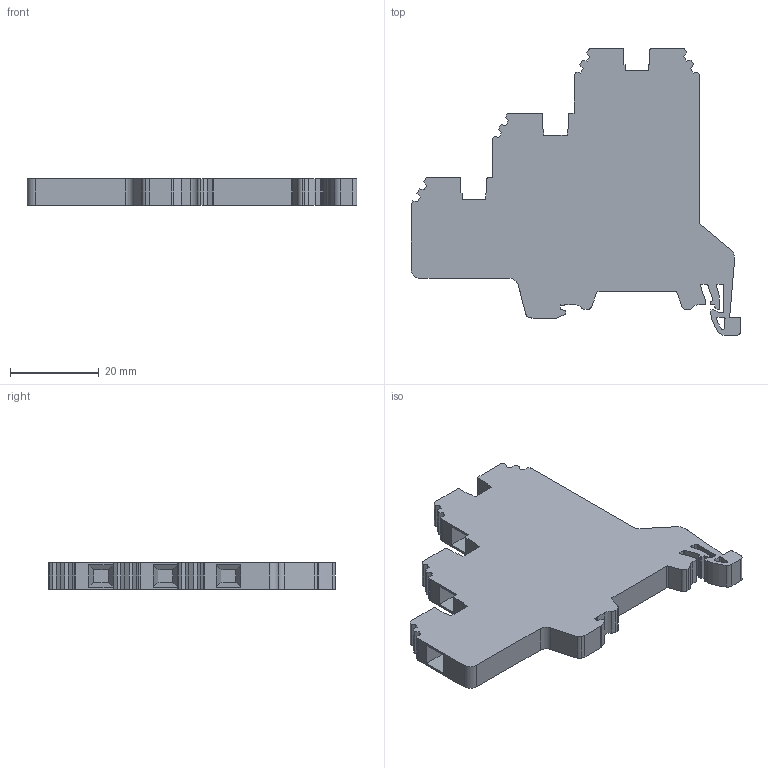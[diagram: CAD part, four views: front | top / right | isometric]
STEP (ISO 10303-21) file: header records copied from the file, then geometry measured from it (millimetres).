
FILE_DESCRIPTION (( 'STEP AP214' ), '1' );
FILE_NAME ('KN-TL14S.step', '2015-05-04T11:28:25', ( '' ), ( '' ), 'SwSTEP 2.0', 'SolidWorks 2014', '' );
FILE_SCHEMA (( 'AUTOMOTIVE_DESIGN' ));
Length unit declared in the file: millimetre
Products named in the file (1): KN-TL14S
Bounding box: 74.3 x 64.51 x 6 mm (x, y, z)
Volume: 16268.1 mm3; surface area: 7818.9 mm2
Topology: 1 solids, 1 shells, 217 faces, 638 edges, 424 vertices
Faces by surface type: plane 147, cylinder 70
Entity records: 7238 total; most frequent: CARTESIAN_POINT 1280, ORIENTED_EDGE 1276, DIRECTION 1214, EDGE_CURVE 638, VECTOR 498, LINE 498, VERTEX_POINT 424, AXIS2_PLACEMENT_3D 358
